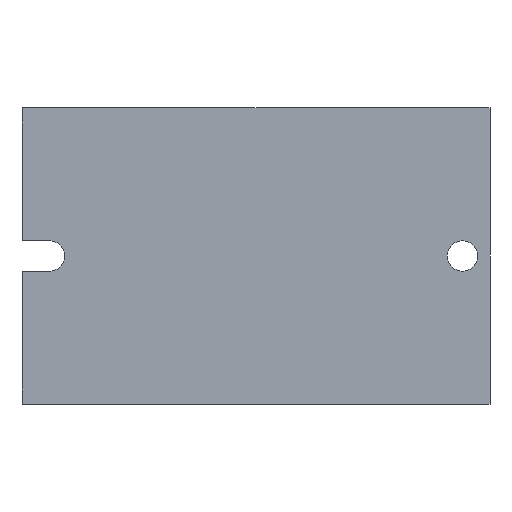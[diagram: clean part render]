
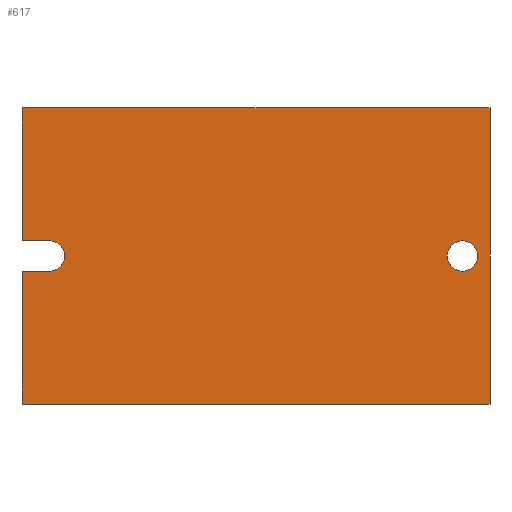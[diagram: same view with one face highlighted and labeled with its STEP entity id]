
A CAD part, front view. The second image highlights one B-rep face of the part: STEP entity #617.
In plain terms, the highlighted planar face has unit normal (0, -1, 0).
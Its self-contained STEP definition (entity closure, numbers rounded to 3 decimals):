
#62 = DIRECTION ( 'NONE',  ( 0., 0., -1. ) ) ;
#232 = CARTESIAN_POINT ( 'NONE',  ( 42.5, -0.8, -26.9 ) ) ;
#250 = EDGE_CURVE ( 'Defeature ausgef�hrt1_9+Defeature ausgef�hrt1_11+Defeature ausgef�hrt1_10+Defeature ausgef�hrt1_16', #2100, #4086, #3054, .T. ) ;
#322 = DIRECTION ( 'NONE',  ( 0., -1., 0. ) ) ;
#456 = DIRECTION ( 'NONE',  ( -1., 0., 0. ) ) ;
#514 = VERTEX_POINT ( 'NONE', #5840 ) ;
#538 = ORIENTED_EDGE ( 'NONE', *, *, #927, .F. ) ;
#578 = DIRECTION ( 'NONE',  ( 0., 0., -1. ) ) ;
#594 = CARTESIAN_POINT ( 'NONE',  ( -42.5, -0.8, -26.9 ) ) ;
#617 = ADVANCED_FACE ( 'Defeature ausgef�hrt1_11', ( #6667, #5575 ), #4063, .T. ) ;
#737 = AXIS2_PLACEMENT_3D ( 'NONE', #8063, #2456, #578 ) ;
#793 = VERTEX_POINT ( 'NONE', #4805 ) ;
#927 = EDGE_CURVE ( 'Defeature ausgef�hrt1_8+Defeature ausgef�hrt1_11+Defeature ausgef�hrt1_5+Defeature ausgef�hrt1_7', #1360, #793, #7332, .T. ) ;
#994 = CARTESIAN_POINT ( 'NONE',  ( -42.5, -0.8, 26.9 ) ) ;
#1194 = VERTEX_POINT ( 'NONE', #3973 ) ;
#1352 = CARTESIAN_POINT ( 'NONE',  ( -42.5, -0.8, 26.9 ) ) ;
#1360 = VERTEX_POINT ( 'NONE', #994 ) ;
#1394 = VECTOR ( 'NONE', #8039, 1000. ) ;
#1450 = EDGE_CURVE ( 'Defeature ausgef�hrt1_11+Defeature ausgef�hrt1_164+Defeature ausgef�hrt1_164+Defeature ausgef�hrt1_164', #2179, #1194, #4782, .T. ) ;
#1585 = VECTOR ( 'NONE', #4882, 1000. ) ;
#1667 = DIRECTION ( 'NONE',  ( 0., 1., 0. ) ) ;
#1693 = DIRECTION ( 'NONE',  ( 0., 0., -1. ) ) ;
#1714 = EDGE_CURVE ( 'Defeature ausgef�hrt1_11+Defeature ausgef�hrt1_164+Defeature ausgef�hrt1_164+Defeature ausgef�hrt1_164', #1194, #2179, #4489, .T. ) ;
#1823 = EDGE_LOOP ( 'NONE', ( #6834, #2400 ) ) ;
#1861 = CIRCLE ( 'NONE', #737, 2.75 ) ;
#1965 = ORIENTED_EDGE ( 'NONE', *, *, #2253, .F. ) ;
#1991 = ORIENTED_EDGE ( 'NONE', *, *, #2548, .F. ) ;
#2038 = VECTOR ( 'NONE', #3237, 1000. ) ;
#2069 = CARTESIAN_POINT ( 'NONE',  ( -42.5, -0.8, 2.75 ) ) ;
#2100 = VERTEX_POINT ( 'NONE', #594 ) ;
#2179 = VERTEX_POINT ( 'NONE', #6977 ) ;
#2253 = EDGE_CURVE ( 'Defeature ausgef�hrt1_5+Defeature ausgef�hrt1_11+Defeature ausgef�hrt1_14+Defeature ausgef�hrt1_8', #4047, #1360, #2422, .T. ) ;
#2281 = CARTESIAN_POINT ( 'NONE',  ( -42.5, -0.8, 26.9 ) ) ;
#2289 = ORIENTED_EDGE ( 'NONE', *, *, #250, .F. ) ;
#2332 = CARTESIAN_POINT ( 'NONE',  ( -37.5, -0.8, -2.75 ) ) ;
#2400 = ORIENTED_EDGE ( 'NONE', *, *, #1714, .T. ) ;
#2422 = LINE ( 'NONE', #1352, #2038 ) ;
#2456 = DIRECTION ( 'NONE',  ( 0., 1., 0. ) ) ;
#2548 = EDGE_CURVE ( 'Defeature ausgef�hrt1_10+Defeature ausgef�hrt1_11+Defeature ausgef�hrt1_7+Defeature ausgef�hrt1_9', #5716, #2100, #5253, .T. ) ;
#2673 = VERTEX_POINT ( 'NONE', #2332 ) ;
#2757 = ORIENTED_EDGE ( 'NONE', *, *, #4209, .T. ) ;
#2846 = CARTESIAN_POINT ( 'NONE',  ( 0., -0.8, 0. ) ) ;
#2899 = CARTESIAN_POINT ( 'NONE',  ( -42.5, -0.8, -26.9 ) ) ;
#3054 = LINE ( 'NONE', #2281, #1394 ) ;
#3086 = AXIS2_PLACEMENT_3D ( 'NONE', #2846, #322, #6479 ) ;
#3237 = DIRECTION ( 'NONE',  ( 0., 0., 1. ) ) ;
#3504 = VECTOR ( 'NONE', #5402, 1000. ) ;
#3973 = CARTESIAN_POINT ( 'NONE',  ( 37.5, -0.8, -2.75 ) ) ;
#4047 = VERTEX_POINT ( 'NONE', #2069 ) ;
#4063 = PLANE ( 'NONE',  #3086 ) ;
#4086 = VERTEX_POINT ( 'NONE', #7029 ) ;
#4209 = EDGE_CURVE ( 'Defeature ausgef�hrt1_11+Defeature ausgef�hrt1_16+Defeature ausgef�hrt1_15+Defeature ausgef�hrt1_9', #2673, #4086, #7577, .T. ) ;
#4489 = CIRCLE ( 'NONE', #5391, 2.75 ) ;
#4692 = CARTESIAN_POINT ( 'NONE',  ( -42.5, -0.8, 2.75 ) ) ;
#4782 = CIRCLE ( 'NONE', #7651, 2.75 ) ;
#4805 = CARTESIAN_POINT ( 'NONE',  ( 42.5, -0.8, 26.9 ) ) ;
#4882 = DIRECTION ( 'NONE',  ( 1., 0., 0. ) ) ;
#4941 = EDGE_LOOP ( 'NONE', ( #6783, #7905, #2757, #2289, #1991, #7316, #538, #1965 ) ) ;
#4961 = DIRECTION ( 'NONE',  ( 0., 0., -1. ) ) ;
#4968 = LINE ( 'NONE', #4692, #3504 ) ;
#5253 = LINE ( 'NONE', #2899, #7301 ) ;
#5303 = CARTESIAN_POINT ( 'NONE',  ( -42.5, -0.8, -2.75 ) ) ;
#5391 = AXIS2_PLACEMENT_3D ( 'NONE', #7505, #7676, #62 ) ;
#5402 = DIRECTION ( 'NONE',  ( 1., 0., 0. ) ) ;
#5468 = EDGE_CURVE ( 'Defeature ausgef�hrt1_11+Defeature ausgef�hrt1_15+Defeature ausgef�hrt1_14+Defeature ausgef�hrt1_16', #514, #2673, #1861, .T. ) ;
#5575 = FACE_OUTER_BOUND ( 'NONE', #4941, .T. ) ;
#5682 = LINE ( 'NONE', #7532, #7952 ) ;
#5716 = VERTEX_POINT ( 'NONE', #232 ) ;
#5779 = EDGE_CURVE ( 'Defeature ausgef�hrt1_11+Defeature ausgef�hrt1_14+Defeature ausgef�hrt1_5+Defeature ausgef�hrt1_15', #4047, #514, #4968, .T. ) ;
#5840 = CARTESIAN_POINT ( 'NONE',  ( -37.5, -0.8, 2.75 ) ) ;
#6479 = DIRECTION ( 'NONE',  ( 0., 0., -1. ) ) ;
#6667 = FACE_BOUND ( 'NONE', #1823, .T. ) ;
#6783 = ORIENTED_EDGE ( 'NONE', *, *, #5779, .T. ) ;
#6834 = ORIENTED_EDGE ( 'NONE', *, *, #1450, .T. ) ;
#6885 = VECTOR ( 'NONE', #7220, 1000. ) ;
#6977 = CARTESIAN_POINT ( 'NONE',  ( 37.5, -0.8, 2.75 ) ) ;
#7029 = CARTESIAN_POINT ( 'NONE',  ( -42.5, -0.8, -2.75 ) ) ;
#7220 = DIRECTION ( 'NONE',  ( -1., 0., 0. ) ) ;
#7301 = VECTOR ( 'NONE', #456, 1000. ) ;
#7316 = ORIENTED_EDGE ( 'NONE', *, *, #7916, .F. ) ;
#7332 = LINE ( 'NONE', #8082, #1585 ) ;
#7360 = CARTESIAN_POINT ( 'NONE',  ( 37.5, -0.8, 0. ) ) ;
#7505 = CARTESIAN_POINT ( 'NONE',  ( 37.5, -0.8, 0. ) ) ;
#7532 = CARTESIAN_POINT ( 'NONE',  ( 42.5, -0.8, 26.9 ) ) ;
#7577 = LINE ( 'NONE', #5303, #6885 ) ;
#7651 = AXIS2_PLACEMENT_3D ( 'NONE', #7360, #1667, #1693 ) ;
#7676 = DIRECTION ( 'NONE',  ( 0., 1., 0. ) ) ;
#7905 = ORIENTED_EDGE ( 'NONE', *, *, #5468, .T. ) ;
#7916 = EDGE_CURVE ( 'Defeature ausgef�hrt1_7+Defeature ausgef�hrt1_11+Defeature ausgef�hrt1_8+Defeature ausgef�hrt1_10', #793, #5716, #5682, .T. ) ;
#7952 = VECTOR ( 'NONE', #4961, 1000. ) ;
#8039 = DIRECTION ( 'NONE',  ( 0., 0., 1. ) ) ;
#8063 = CARTESIAN_POINT ( 'NONE',  ( -37.5, -0.8, 0. ) ) ;
#8082 = CARTESIAN_POINT ( 'NONE',  ( -42.5, -0.8, 26.9 ) ) ;
